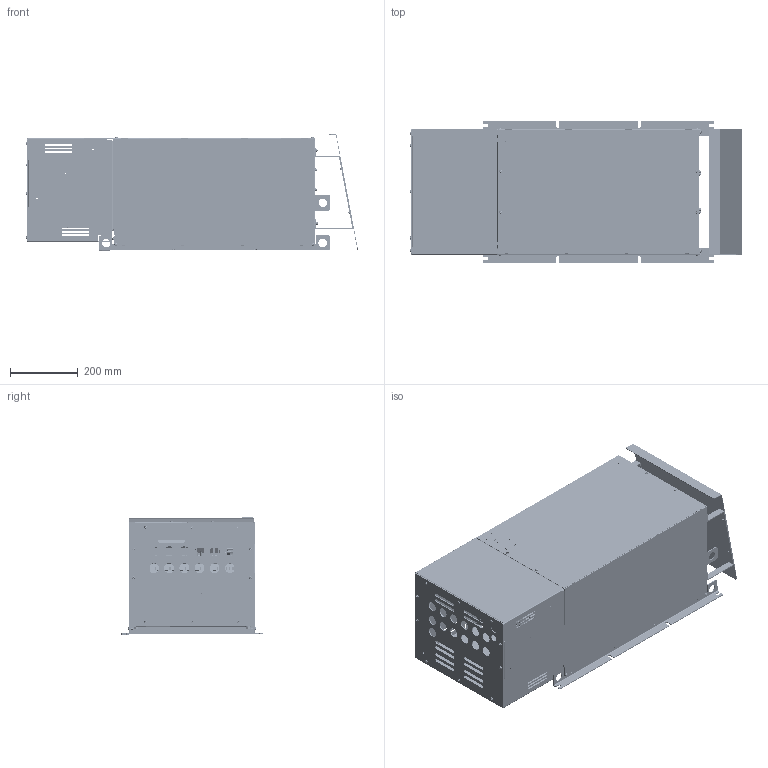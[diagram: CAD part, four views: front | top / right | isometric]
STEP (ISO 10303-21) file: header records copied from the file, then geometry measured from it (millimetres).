
FILE_DESCRIPTION(/* description */ (''),/* implementation_level */ '2;1');
FILE_NAME(/* name */ 'X5.3 IP21 if.stp',/* time_stamp */ '2019-01-11T08:52:06+01:00',/* author */ ('f.rambuscheck'),/* organization */ (''),/* preprocessor_version */ 'ST-DEVELOPER v17',/* originating_system */ 'Autodesk Inventor 2018',/* authorisation */ '');
FILE_SCHEMA (('AUTOMOTIVE_DESIGN { 1 0 10303 214 3 1 1 }'));
Products named in the file (1): X5.3 IP21 if
Bounding box: 981.78 x 418 x 346.05 mm (x, y, z)
Volume: 4446471.5 mm3; surface area: 3985316.2 mm2
Topology: 3 solids, 47 shells, 12880 faces, 35588 edges, 23196 vertices
Faces by surface type: plane 7923, cylinder 3073, bspline 1355, cone 319, torus 190, sphere 20
Full cylindrical faces by diameter (mm): 2.459 x3, 3.2 x14, 3.242 x17, 3.95 x3, 4 x18, 4.134 x6, 4.25 x12, 4.3 x12, 4.5 x42, 5 x84, 5.5 x53, 5.6 x1, 6 x4, 6.2 x4, 6.5 x22, 6.6 x1, 6.8 x12, 7 x12, 7.323 x10, 8 x24, 8.2 x4, 8.4 x21, 8.5 x41, 9 x14, 9.4 x3, 11 x2, 11.4 x10, 12 x2, 13 x2, 16 x20
Entity records: 456891 total; most frequent: CARTESIAN_POINT 117540, ORIENTED_EDGE 71048, DIRECTION 64154, EDGE_CURVE 35524, LINE 23336, VECTOR 23336, VERTEX_POINT 23196, AXIS2_PLACEMENT_3D 20409
